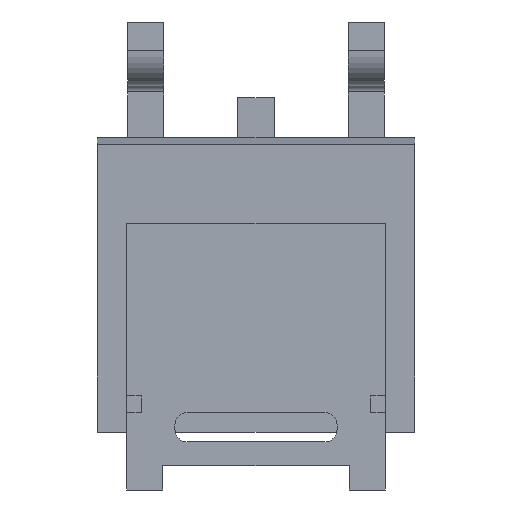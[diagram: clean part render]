
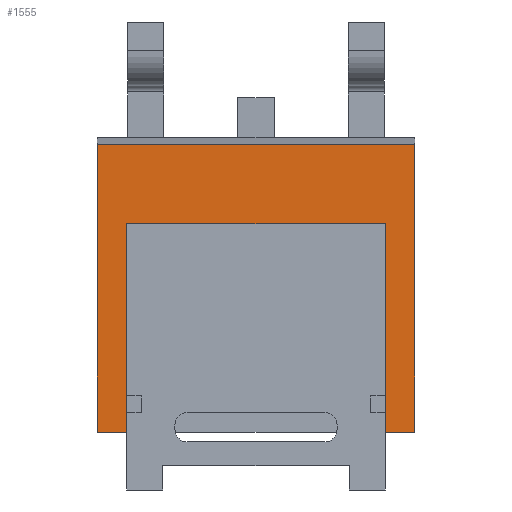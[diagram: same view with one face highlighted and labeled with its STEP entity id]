
A CAD part, front view. The second image highlights one B-rep face of the part: STEP entity #1555.
In plain terms, the highlighted planar face has unit normal (0, -1, 0).
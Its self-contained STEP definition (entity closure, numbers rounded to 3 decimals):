
#353 = CARTESIAN_POINT ( 'NONE',  ( 6.58, 0., -0.141 ) ) ;
#358 = DIRECTION ( 'NONE',  ( -1., 0., 0. ) ) ;
#359 = VECTOR ( 'NONE', #358, 1000. ) ;
#360 = CARTESIAN_POINT ( 'NONE',  ( 6.58, 0., -0.141 ) ) ;
#361 = LINE ( 'NONE', #360, #359 ) ;
#366 = CARTESIAN_POINT ( 'NONE',  ( 0., 0., -0.141 ) ) ;
#386 = DIRECTION ( 'NONE',  ( 0., 0., -1. ) ) ;
#387 = VECTOR ( 'NONE', #386, 1000. ) ;
#388 = CARTESIAN_POINT ( 'NONE',  ( 6.58, 0., -0.141 ) ) ;
#389 = LINE ( 'NONE', #388, #387 ) ;
#390 = DIRECTION ( 'NONE',  ( 0., 0., -1. ) ) ;
#391 = VECTOR ( 'NONE', #390, 1000. ) ;
#392 = CARTESIAN_POINT ( 'NONE',  ( 0., 0., -0.141 ) ) ;
#393 = LINE ( 'NONE', #392, #391 ) ;
#470 = CARTESIAN_POINT ( 'NONE',  ( 5.97, 0., -1.78 ) ) ;
#471 = DIRECTION ( 'NONE',  ( -1., 0., 0. ) ) ;
#472 = VECTOR ( 'NONE', #471, 1000. ) ;
#473 = CARTESIAN_POINT ( 'NONE',  ( 0.61, 0., -1.78 ) ) ;
#474 = LINE ( 'NONE', #473, #472 ) ;
#492 = FACE_OUTER_BOUND ( 'NONE', #1557, .T. ) ;
#502 = CARTESIAN_POINT ( 'NONE',  ( 0.61, 0., -1.78 ) ) ;
#503 = DIRECTION ( 'NONE',  ( 0., 0., -1. ) ) ;
#504 = VECTOR ( 'NONE', #503, 1000. ) ;
#505 = CARTESIAN_POINT ( 'NONE',  ( 0.61, 0., -6.1 ) ) ;
#506 = LINE ( 'NONE', #505, #504 ) ;
#524 = DIRECTION ( 'NONE',  ( 0., 0., 1. ) ) ;
#525 = VECTOR ( 'NONE', #524, 1000. ) ;
#526 = CARTESIAN_POINT ( 'NONE',  ( 5.97, 0., -6.1 ) ) ;
#527 = LINE ( 'NONE', #526, #525 ) ;
#528 = DIRECTION ( 'NONE',  ( 0., 0., 1. ) ) ;
#529 = DIRECTION ( 'NONE',  ( 0., 1., 0. ) ) ;
#530 = CARTESIAN_POINT ( 'NONE',  ( 6.58, 0., -0.141 ) ) ;
#531 = AXIS2_PLACEMENT_3D ( 'NONE', #530, #529, #528 ) ;
#532 = PLANE ( 'NONE',  #531 ) ;
#1110 = VERTEX_POINT ( 'NONE', #2198 ) ;
#1111 = VERTEX_POINT ( 'NONE', #2197 ) ;
#1188 = EDGE_CURVE ( 'NONE', #1110, #1111, #2395, .T. ) ;
#1197 = VERTEX_POINT ( 'NONE', #2431 ) ;
#1199 = EDGE_CURVE ( 'NONE', #1197, #1200, #2430, .T. ) ;
#1200 = VERTEX_POINT ( 'NONE', #2426 ) ;
#1478 = VERTEX_POINT ( 'NONE', #366 ) ;
#1481 = EDGE_CURVE ( 'NONE', #1486, #1478, #361, .T. ) ;
#1486 = VERTEX_POINT ( 'NONE', #353 ) ;
#1488 = ORIENTED_EDGE ( 'NONE', *, *, #1481, .T. ) ;
#1489 = ORIENTED_EDGE ( 'NONE', *, *, #1493, .T. ) ;
#1493 = EDGE_CURVE ( 'NONE', #1478, #1200, #393, .T. ) ;
#1494 = EDGE_CURVE ( 'NONE', #1486, #1110, #389, .T. ) ;
#1517 = ORIENTED_EDGE ( 'NONE', *, *, #1188, .F. ) ;
#1535 = EDGE_CURVE ( 'NONE', #1540, #1549, #474, .T. ) ;
#1536 = ORIENTED_EDGE ( 'NONE', *, *, #1587, .F. ) ;
#1540 = VERTEX_POINT ( 'NONE', #470 ) ;
#1543 = ORIENTED_EDGE ( 'NONE', *, *, #1199, .F. ) ;
#1545 = EDGE_CURVE ( 'NONE', #1549, #1197, #506, .T. ) ;
#1547 = ORIENTED_EDGE ( 'NONE', *, *, #1545, .F. ) ;
#1549 = VERTEX_POINT ( 'NONE', #502 ) ;
#1553 = ORIENTED_EDGE ( 'NONE', *, *, #1535, .F. ) ;
#1555 = ADVANCED_FACE ( 'NONE', ( #492 ), #532, .F. ) ;
#1557 = EDGE_LOOP ( 'NONE', ( #1543, #1547, #1553, #1536, #1517, #1588, #1488, #1489 ) ) ;
#1587 = EDGE_CURVE ( 'NONE', #1111, #1540, #527, .T. ) ;
#1588 = ORIENTED_EDGE ( 'NONE', *, *, #1494, .F. ) ;
#2197 = CARTESIAN_POINT ( 'NONE',  ( 5.97, 0., -6.1 ) ) ;
#2198 = CARTESIAN_POINT ( 'NONE',  ( 6.58, 0., -6.1 ) ) ;
#2392 = DIRECTION ( 'NONE',  ( -1., 0., 0. ) ) ;
#2393 = VECTOR ( 'NONE', #2392, 1000. ) ;
#2394 = CARTESIAN_POINT ( 'NONE',  ( 6.58, 0., -6.1 ) ) ;
#2395 = LINE ( 'NONE', #2394, #2393 ) ;
#2426 = CARTESIAN_POINT ( 'NONE',  ( 0., 0., -6.1 ) ) ;
#2427 = DIRECTION ( 'NONE',  ( -1., 0., 0. ) ) ;
#2428 = VECTOR ( 'NONE', #2427, 1000. ) ;
#2429 = CARTESIAN_POINT ( 'NONE',  ( 6.58, 0., -6.1 ) ) ;
#2430 = LINE ( 'NONE', #2429, #2428 ) ;
#2431 = CARTESIAN_POINT ( 'NONE',  ( 0.61, 0., -6.1 ) ) ;
